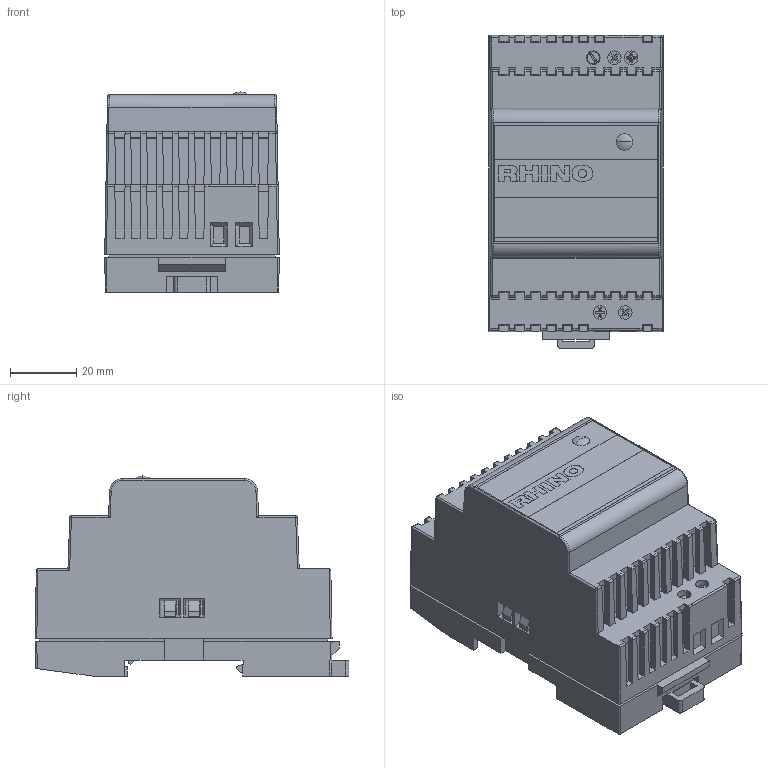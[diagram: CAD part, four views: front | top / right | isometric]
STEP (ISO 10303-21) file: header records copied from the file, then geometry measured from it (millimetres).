
FILE_DESCRIPTION (( 'STEP AP203' ), '1' );
FILE_NAME ('PSC-12-030 SLDPRT.STEP', '2011-10-11T14:26:35', ( '.adc' ), ( '' ), 'SwSTEP 2.0', 'SolidWorks 2011', '' );
FILE_SCHEMA (( 'CONFIG_CONTROL_DESIGN' ));
Length unit declared in the file: inch
Products named in the file (1): PSC-12-030 SLDPRT
Bounding box: 52.55 x 94.46 x 60.25 mm (x, y, z)
Volume: 208832.2 mm3; surface area: 33407.5 mm2
Topology: 1 solids, 1 shells, 605 faces, 1784 edges, 1152 vertices
Faces by surface type: plane 488, cylinder 81, bspline 23, sphere 8, cone 5
Entity records: 21220 total; most frequent: CARTESIAN_POINT 5407, ORIENTED_EDGE 3568, DIRECTION 2859, EDGE_CURVE 1784, VECTOR 1563, LINE 1563, VERTEX_POINT 1152, AXIS2_PLACEMENT_3D 648
